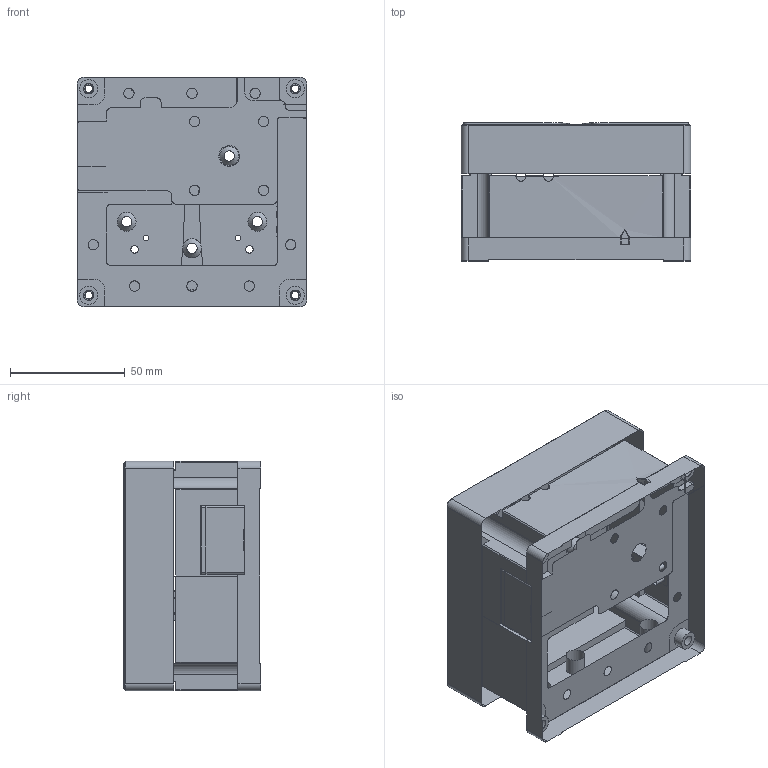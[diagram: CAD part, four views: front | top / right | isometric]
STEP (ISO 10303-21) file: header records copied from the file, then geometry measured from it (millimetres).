
FILE_DESCRIPTION (( 'STEP AP203' ), '1' );
FILE_NAME ('526969.STEP', '2025-11-20T04:19:49', ( 'Windows User' ), ( 'P R C' ), 'SwSTEP 2.0', 'SolidWorks 2020', '' );
FILE_SCHEMA (( 'CONFIG_CONTROL_DESIGN' ));
Length unit declared in the file: millimetre
Products named in the file (1): 526969
Bounding box: 100 x 60 x 100 mm (x, y, z)
Surface area: 47226.5 mm2 (no closed solid volume)
Topology: 0 solids, 8 shells, 178 faces, 693 edges, 526 vertices
Faces by surface type: plane 88, cylinder 82, cone 8
Full cylindrical faces by diameter (mm): 1.25 x2, 2.5 x6, 3.1 x2, 3.3 x12, 4.5 x4, 5.4 x2, 6 x2, 8 x7, 8.2 x4
Entity records: 9358 total; most frequent: CARTESIAN_POINT 3816, DIRECTION 1084, ORIENTED_EDGE 924, EDGE_CURVE 636, VERTEX_POINT 516, LINE 376, VECTOR 376, AXIS2_PLACEMENT_3D 354
